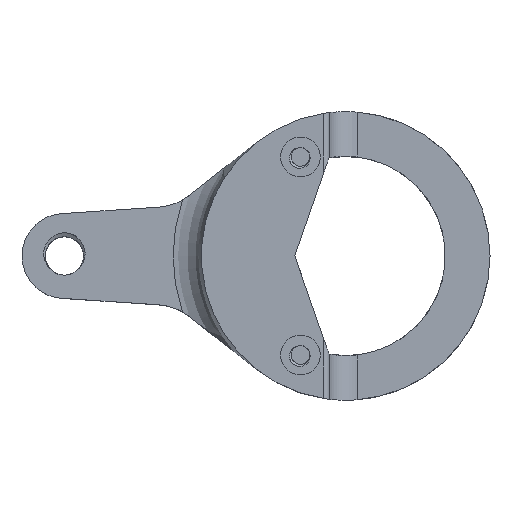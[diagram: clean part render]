
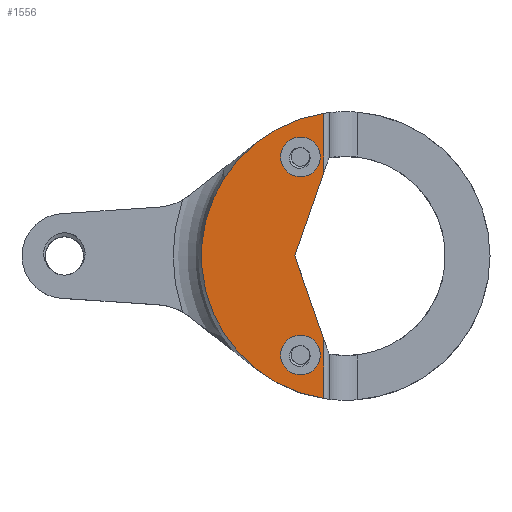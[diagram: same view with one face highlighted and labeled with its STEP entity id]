
A CAD part, top view. The second image highlights one B-rep face of the part: STEP entity #1556.
In plain terms, the highlighted planar face has unit normal (0, 0, 1).
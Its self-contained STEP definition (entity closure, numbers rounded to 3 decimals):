
#22=FACE_BOUND('',#182,.T.);
#23=FACE_BOUND('',#183,.T.);
#34=PLANE('',#1664);
#96=FACE_OUTER_BOUND('',#181,.T.);
#181=EDGE_LOOP('',(#1163,#1164,#1165,#1166,#1167,#1168,#1169));
#182=EDGE_LOOP('',(#1170));
#183=EDGE_LOOP('',(#1171));
#243=CIRCLE('',#1665,25.5);
#244=CIRCLE('',#1666,25.5);
#245=CIRCLE('',#1667,25.5);
#246=CIRCLE('',#1668,3.5);
#247=CIRCLE('',#1669,3.5);
#439=LINE('',#3850,#515);
#441=LINE('',#3861,#517);
#444=LINE('',#3872,#520);
#445=LINE('',#3873,#521);
#515=VECTOR('',#1901,10.);
#517=VECTOR('',#1907,10.);
#520=VECTOR('',#1918,10.);
#521=VECTOR('',#1919,10.);
#668=VERTEX_POINT('',#3838);
#669=VERTEX_POINT('',#3849);
#672=VERTEX_POINT('',#3860);
#673=VERTEX_POINT('',#3865);
#674=VERTEX_POINT('',#3867);
#675=VERTEX_POINT('',#3869);
#676=VERTEX_POINT('',#3871);
#677=VERTEX_POINT('',#3874);
#678=VERTEX_POINT('',#3876);
#869=EDGE_CURVE('',#668,#669,#439,.T.);
#873=EDGE_CURVE('',#672,#669,#441,.T.);
#876=EDGE_CURVE('',#668,#673,#243,.T.);
#877=EDGE_CURVE('',#673,#674,#244,.T.);
#878=EDGE_CURVE('',#674,#675,#245,.T.);
#879=EDGE_CURVE('',#676,#675,#444,.T.);
#880=EDGE_CURVE('',#676,#672,#445,.T.);
#881=EDGE_CURVE('',#677,#677,#246,.T.);
#882=EDGE_CURVE('',#678,#678,#247,.T.);
#1163=ORIENTED_EDGE('',*,*,#869,.F.);
#1164=ORIENTED_EDGE('',*,*,#876,.T.);
#1165=ORIENTED_EDGE('',*,*,#877,.T.);
#1166=ORIENTED_EDGE('',*,*,#878,.T.);
#1167=ORIENTED_EDGE('',*,*,#879,.F.);
#1168=ORIENTED_EDGE('',*,*,#880,.T.);
#1169=ORIENTED_EDGE('',*,*,#873,.T.);
#1170=ORIENTED_EDGE('',*,*,#881,.T.);
#1171=ORIENTED_EDGE('',*,*,#882,.T.);
#1556=ADVANCED_FACE('',(#96,#22,#23),#34,.T.);
#1664=AXIS2_PLACEMENT_3D('',#3864,#1910,#1911);
#1665=AXIS2_PLACEMENT_3D('',#3866,#1912,#1913);
#1666=AXIS2_PLACEMENT_3D('',#3868,#1914,#1915);
#1667=AXIS2_PLACEMENT_3D('',#3870,#1916,#1917);
#1668=AXIS2_PLACEMENT_3D('',#3875,#1920,#1921);
#1669=AXIS2_PLACEMENT_3D('',#3877,#1922,#1923);
#1901=DIRECTION('',(0.,-1.,0.));
#1907=DIRECTION('',(0.329,0.944,0.));
#1910=DIRECTION('center_axis',(0.,0.,1.));
#1911=DIRECTION('ref_axis',(1.,0.,0.));
#1912=DIRECTION('center_axis',(0.,0.,1.));
#1913=DIRECTION('ref_axis',(1.,0.,0.));
#1914=DIRECTION('center_axis',(0.,0.,1.));
#1915=DIRECTION('ref_axis',(1.,0.,0.));
#1916=DIRECTION('center_axis',(0.,0.,1.));
#1917=DIRECTION('ref_axis',(1.,0.,0.));
#1918=DIRECTION('',(0.,-1.,0.));
#1919=DIRECTION('',(-0.329,0.944,0.));
#1920=DIRECTION('center_axis',(0.,0.,-1.));
#1921=DIRECTION('ref_axis',(1.,0.,0.));
#1922=DIRECTION('center_axis',(0.,0.,-1.));
#1923=DIRECTION('ref_axis',(1.,0.,0.));
#3838=CARTESIAN_POINT('',(-3.916,25.198,15.));
#3849=CARTESIAN_POINT('',(-3.916,14.609,15.));
#3850=CARTESIAN_POINT('',(-3.916,8.62,15.));
#3860=CARTESIAN_POINT('',(-9.,0.,15.));
#3861=CARTESIAN_POINT('',(-9.284,-0.815,15.));
#3864=CARTESIAN_POINT('Origin',(-14.25,0.,15.));
#3865=CARTESIAN_POINT('',(-15.776,20.034,15.));
#3866=CARTESIAN_POINT('Origin',(0.,0.,15.));
#3867=CARTESIAN_POINT('',(-15.776,-20.034,15.));
#3868=CARTESIAN_POINT('Origin',(0.,0.,15.));
#3869=CARTESIAN_POINT('',(-3.916,-25.198,15.));
#3870=CARTESIAN_POINT('Origin',(0.,0.,15.));
#3871=CARTESIAN_POINT('',(-3.916,-14.609,15.));
#3872=CARTESIAN_POINT('',(-3.916,-12.661,15.));
#3873=CARTESIAN_POINT('',(-6.284,-7.806,15.));
#3874=CARTESIAN_POINT('',(-11.5,17.5,15.));
#3875=CARTESIAN_POINT('Origin',(-8.,17.5,15.));
#3876=CARTESIAN_POINT('',(-11.5,-17.5,15.));
#3877=CARTESIAN_POINT('Origin',(-8.,-17.5,15.));
